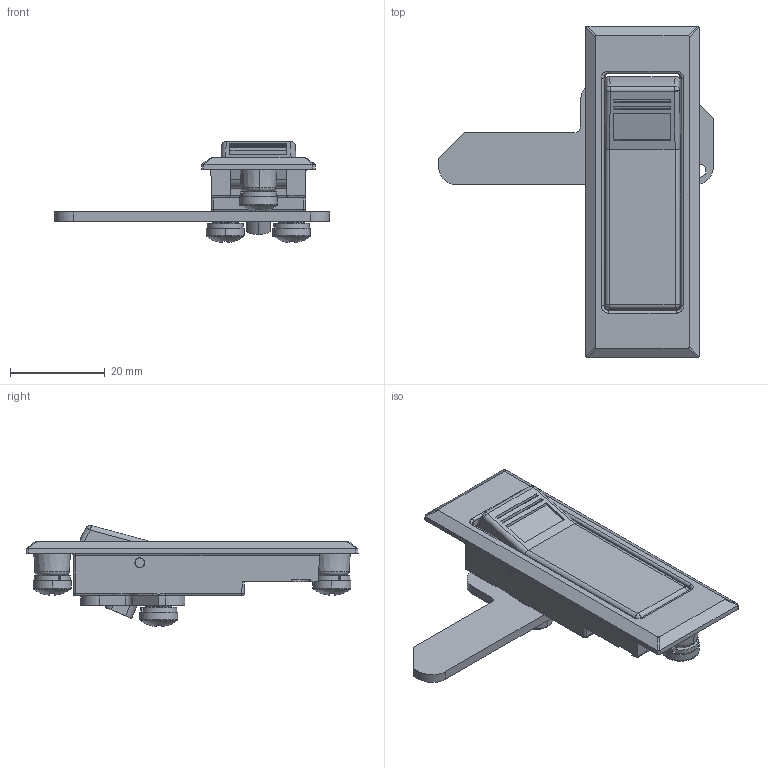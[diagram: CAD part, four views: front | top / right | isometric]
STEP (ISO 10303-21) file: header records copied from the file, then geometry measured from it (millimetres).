
FILE_DESCRIPTION (( 'STEP AP203' ), '1' );
FILE_NAME ('A-250-4-2.STEP', '2012-05-11T05:15:43', ( '11sw' ), ( 'タキゲン製造株式会社' ), 'SwSTEP 2.0', 'SolidWorks 2011', '' );
FILE_SCHEMA (( 'CONFIG_CONTROL_DESIGN' ));
Length unit declared in the file: millimetre
Products named in the file (9): A-250-4-2; A-250-4-2 ハンドル; A-250-4 十字穴付なべねじM4(SW付).SLDPRT; A-250-4 スプリングワッシャーM4_JIS B 1251 No.2 4; A-250-4 十字穴付なべねじM4_M4×8; A-250-4 萊椽紡為; A-250-4 止め金; A-250-4 シャフト; A-250-4 HO-1
Assembly tree (12 placements, depth 3):
  A-250-4-2
    A-250-4 十字穴付なべねじM4(SW付).SLDPRT  x4
      A-250-4 十字穴付なべねじM4_M4×8
      A-250-4 スプリングワッシャーM4_JIS B 1251 No.2 4
    A-250-4 HO-1
    A-250-4-2 ハンドル
    A-250-4 萊椽紡為  x2
    A-250-4 止め金
    A-250-4 シャフト
Bounding box: 58 x 70 x 21.31 mm (x, y, z)
Volume: 10511.5 mm3; surface area: 12317.3 mm2
Topology: 14 solids, 14 shells, 500 faces, 1283 edges, 817 vertices
Faces by surface type: plane 237, cylinder 155, cone 37, torus 27, bspline 27, sphere 17
Entity records: 13971 total; most frequent: CARTESIAN_POINT 3553, ORIENTED_EDGE 2086, DIRECTION 1854, EDGE_CURVE 1043, VERTEX_POINT 663, AXIS2_PLACEMENT_3D 632, LINE 590, VECTOR 590
